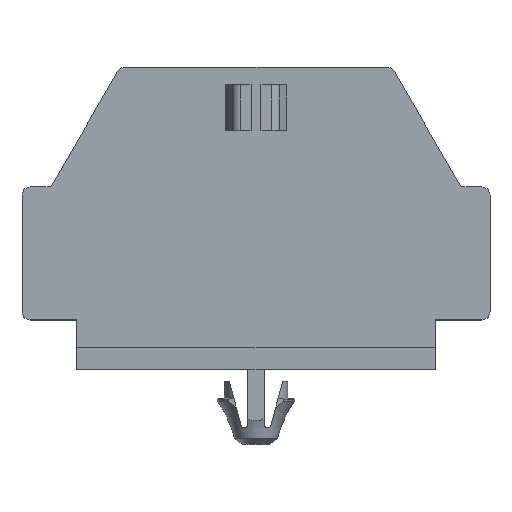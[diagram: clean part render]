
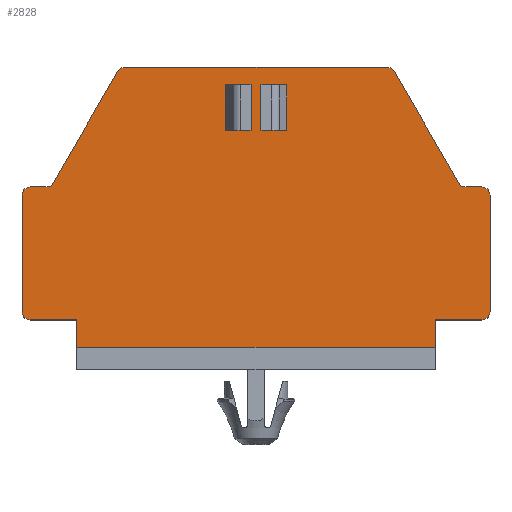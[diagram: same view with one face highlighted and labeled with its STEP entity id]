
A CAD part, top view. The second image highlights one B-rep face of the part: STEP entity #2828.
In plain terms, the highlighted planar face has unit normal (0, 0, 1).
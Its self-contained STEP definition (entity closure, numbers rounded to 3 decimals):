
#198=DIRECTION('',(0.,-1.,0.));
#199=VECTOR('',#198,2.75);
#200=CARTESIAN_POINT('',(1.85,10.3,5.));
#201=LINE('',#200,#199);
#202=DIRECTION('',(-1.,0.,0.));
#203=VECTOR('',#202,1.4);
#204=CARTESIAN_POINT('',(1.85,10.3,5.));
#205=LINE('',#204,#203);
#206=DIRECTION('',(0.,-1.,0.));
#207=VECTOR('',#206,2.75);
#208=CARTESIAN_POINT('',(0.45,10.3,5.));
#209=LINE('',#208,#207);
#210=DIRECTION('',(-1.,0.,0.));
#211=VECTOR('',#210,1.4);
#212=CARTESIAN_POINT('',(1.85,7.55,5.));
#213=LINE('',#212,#211);
#214=DIRECTION('',(0.,-1.,0.));
#215=VECTOR('',#214,2.75);
#216=CARTESIAN_POINT('',(-0.45,10.3,5.));
#217=LINE('',#216,#215);
#218=DIRECTION('',(1.,0.,0.));
#219=VECTOR('',#218,1.4);
#220=CARTESIAN_POINT('',(-1.85,10.3,5.));
#221=LINE('',#220,#219);
#222=DIRECTION('',(0.,-1.,0.));
#223=VECTOR('',#222,2.75);
#224=CARTESIAN_POINT('',(-1.85,10.3,5.));
#225=LINE('',#224,#223);
#226=DIRECTION('',(1.,0.,0.));
#227=VECTOR('',#226,1.4);
#228=CARTESIAN_POINT('',(-1.85,7.55,5.));
#229=LINE('',#228,#227);
#230=DIRECTION('',(1.,0.,0.));
#231=VECTOR('',#230,15.823);
#232=CARTESIAN_POINT('',(-7.911,11.35,5.));
#233=LINE('',#232,#231);
#234=CARTESIAN_POINT('',(7.911,10.85,5.));
#235=DIRECTION('',(0.,0.,1.));
#236=DIRECTION('',(0.866,0.5,0.));
#237=AXIS2_PLACEMENT_3D('',#234,#235,#236);
#239=DIRECTION('',(-0.5,0.866,0.));
#240=VECTOR('',#239,7.852);
#241=CARTESIAN_POINT('',(12.27,4.3,5.));
#242=LINE('',#241,#240);
#243=CARTESIAN_POINT('',(12.53,4.45,5.));
#244=DIRECTION('',(0.,0.,-1.));
#245=DIRECTION('',(0.,-1.,0.));
#246=AXIS2_PLACEMENT_3D('',#243,#244,#245);
#248=DIRECTION('',(-1.,0.,0.));
#249=VECTOR('',#248,1.07);
#250=CARTESIAN_POINT('',(13.6,4.15,5.));
#251=LINE('',#250,#249);
#252=CARTESIAN_POINT('',(13.6,3.65,5.));
#253=DIRECTION('',(0.,0.,1.));
#254=DIRECTION('',(1.,0.,0.));
#255=AXIS2_PLACEMENT_3D('',#252,#253,#254);
#257=DIRECTION('',(0.,1.,0.));
#258=VECTOR('',#257,7.);
#259=CARTESIAN_POINT('',(14.1,-3.35,5.));
#260=LINE('',#259,#258);
#261=CARTESIAN_POINT('',(13.6,-3.35,5.));
#262=DIRECTION('',(0.,0.,1.));
#263=DIRECTION('',(0.,-1.,0.));
#264=AXIS2_PLACEMENT_3D('',#261,#262,#263);
#266=DIRECTION('',(1.,0.,0.));
#267=VECTOR('',#266,2.788);
#268=CARTESIAN_POINT('',(10.812,-3.85,5.));
#269=LINE('',#268,#267);
#270=DIRECTION('',(0.,1.,0.));
#271=VECTOR('',#270,1.65);
#272=CARTESIAN_POINT('',(10.812,-5.5,5.));
#273=LINE('',#272,#271);
#274=DIRECTION('',(1.,0.,0.));
#275=VECTOR('',#274,21.625);
#276=CARTESIAN_POINT('',(-10.812,-5.5,5.));
#277=LINE('',#276,#275);
#278=DIRECTION('',(0.,-1.,0.));
#279=VECTOR('',#278,1.65);
#280=CARTESIAN_POINT('',(-10.812,-3.85,5.));
#281=LINE('',#280,#279);
#282=DIRECTION('',(1.,0.,0.));
#283=VECTOR('',#282,2.788);
#284=CARTESIAN_POINT('',(-13.6,-3.85,5.));
#285=LINE('',#284,#283);
#286=CARTESIAN_POINT('',(-13.6,-3.35,5.));
#287=DIRECTION('',(0.,0.,1.));
#288=DIRECTION('',(-1.,0.,0.));
#289=AXIS2_PLACEMENT_3D('',#286,#287,#288);
#291=DIRECTION('',(0.,-1.,0.));
#292=VECTOR('',#291,7.);
#293=CARTESIAN_POINT('',(-14.1,3.65,5.));
#294=LINE('',#293,#292);
#295=CARTESIAN_POINT('',(-13.6,3.65,5.));
#296=DIRECTION('',(0.,0.,1.));
#297=DIRECTION('',(0.,1.,0.));
#298=AXIS2_PLACEMENT_3D('',#295,#296,#297);
#300=DIRECTION('',(-1.,0.,0.));
#301=VECTOR('',#300,1.07);
#302=CARTESIAN_POINT('',(-12.53,4.15,5.));
#303=LINE('',#302,#301);
#304=CARTESIAN_POINT('',(-12.53,4.45,5.));
#305=DIRECTION('',(0.,0.,-1.));
#306=DIRECTION('',(0.866,-0.5,0.));
#307=AXIS2_PLACEMENT_3D('',#304,#305,#306);
#309=DIRECTION('',(-0.5,-0.866,0.));
#310=VECTOR('',#309,7.852);
#311=CARTESIAN_POINT('',(-8.344,11.1,5.));
#312=LINE('',#311,#310);
#313=CARTESIAN_POINT('',(-7.911,10.85,5.));
#314=DIRECTION('',(0.,0.,1.));
#315=DIRECTION('',(0.,1.,0.));
#316=AXIS2_PLACEMENT_3D('',#313,#314,#315);
#2045=CARTESIAN_POINT('',(8.344,11.1,5.));
#2046=CARTESIAN_POINT('',(7.911,11.35,5.));
#2047=VERTEX_POINT('',#2045);
#2048=VERTEX_POINT('',#2046);
#2049=CARTESIAN_POINT('',(-7.911,11.35,5.));
#2050=CARTESIAN_POINT('',(-8.344,11.1,5.));
#2051=VERTEX_POINT('',#2049);
#2052=VERTEX_POINT('',#2050);
#2053=CARTESIAN_POINT('',(-12.27,4.3,5.));
#2054=VERTEX_POINT('',#2053);
#2055=CARTESIAN_POINT('',(-12.53,4.15,5.));
#2056=VERTEX_POINT('',#2055);
#2057=CARTESIAN_POINT('',(-13.6,4.15,5.));
#2058=VERTEX_POINT('',#2057);
#2059=CARTESIAN_POINT('',(-14.1,3.65,5.));
#2060=VERTEX_POINT('',#2059);
#2061=CARTESIAN_POINT('',(-14.1,-3.35,5.));
#2062=VERTEX_POINT('',#2061);
#2063=CARTESIAN_POINT('',(-13.6,-3.85,5.));
#2064=VERTEX_POINT('',#2063);
#2065=CARTESIAN_POINT('',(-10.812,-3.85,5.));
#2066=VERTEX_POINT('',#2065);
#2067=CARTESIAN_POINT('',(10.812,-3.85,5.));
#2068=CARTESIAN_POINT('',(13.6,-3.85,5.));
#2069=VERTEX_POINT('',#2067);
#2070=VERTEX_POINT('',#2068);
#2071=CARTESIAN_POINT('',(14.1,-3.35,5.));
#2072=VERTEX_POINT('',#2071);
#2073=CARTESIAN_POINT('',(14.1,3.65,5.));
#2074=VERTEX_POINT('',#2073);
#2075=CARTESIAN_POINT('',(13.6,4.15,5.));
#2076=VERTEX_POINT('',#2075);
#2077=CARTESIAN_POINT('',(12.53,4.15,5.));
#2078=VERTEX_POINT('',#2077);
#2079=CARTESIAN_POINT('',(12.27,4.3,5.));
#2080=VERTEX_POINT('',#2079);
#2265=CARTESIAN_POINT('',(-10.812,-5.5,5.));
#2266=CARTESIAN_POINT('',(10.812,-5.5,5.));
#2267=VERTEX_POINT('',#2265);
#2268=VERTEX_POINT('',#2266);
#2475=CARTESIAN_POINT('',(-1.85,7.55,5.));
#2476=CARTESIAN_POINT('',(-0.45,7.55,5.));
#2477=VERTEX_POINT('',#2475);
#2478=VERTEX_POINT('',#2476);
#2485=CARTESIAN_POINT('',(-0.45,10.3,5.));
#2486=VERTEX_POINT('',#2485);
#2487=CARTESIAN_POINT('',(-1.85,10.3,5.));
#2489=VERTEX_POINT('',#2487);
#2519=CARTESIAN_POINT('',(0.45,7.55,5.));
#2520=VERTEX_POINT('',#2519);
#2521=CARTESIAN_POINT('',(1.85,7.55,5.));
#2522=VERTEX_POINT('',#2521);
#2523=CARTESIAN_POINT('',(1.85,10.3,5.));
#2524=CARTESIAN_POINT('',(0.45,10.3,5.));
#2525=VERTEX_POINT('',#2523);
#2526=VERTEX_POINT('',#2524);
#2763=CARTESIAN_POINT('',(0.,0.,5.));
#2764=DIRECTION('',(0.,0.,1.));
#2765=DIRECTION('',(1.,0.,0.));
#2766=AXIS2_PLACEMENT_3D('',#2763,#2764,#2765);
#2767=PLANE('',#2766);
#2769=ORIENTED_EDGE('',*,*,#2768,.T.);
#2771=ORIENTED_EDGE('',*,*,#2770,.F.);
#2773=ORIENTED_EDGE('',*,*,#2772,.F.);
#2775=ORIENTED_EDGE('',*,*,#2774,.F.);
#2777=ORIENTED_EDGE('',*,*,#2776,.F.);
#2779=ORIENTED_EDGE('',*,*,#2778,.F.);
#2781=ORIENTED_EDGE('',*,*,#2780,.F.);
#2783=ORIENTED_EDGE('',*,*,#2782,.F.);
#2785=ORIENTED_EDGE('',*,*,#2784,.F.);
#2787=ORIENTED_EDGE('',*,*,#2786,.F.);
#2788=ORIENTED_EDGE('',*,*,#2754,.F.);
#2789=ORIENTED_EDGE('',*,*,#2727,.F.);
#2791=ORIENTED_EDGE('',*,*,#2790,.F.);
#2793=ORIENTED_EDGE('',*,*,#2792,.F.);
#2795=ORIENTED_EDGE('',*,*,#2794,.F.);
#2797=ORIENTED_EDGE('',*,*,#2796,.F.);
#2799=ORIENTED_EDGE('',*,*,#2798,.F.);
#2801=ORIENTED_EDGE('',*,*,#2800,.F.);
#2803=ORIENTED_EDGE('',*,*,#2802,.F.);
#2805=ORIENTED_EDGE('',*,*,#2804,.F.);
#2806=EDGE_LOOP('',(#2769,#2771,#2773,#2775,#2777,#2779,#2781,#2783,#2785,#2787,
#2788,#2789,#2791,#2793,#2795,#2797,#2799,#2801,#2803,#2805));
#2807=FACE_OUTER_BOUND('',#2806,.F.);
#2809=ORIENTED_EDGE('',*,*,#2808,.F.);
#2811=ORIENTED_EDGE('',*,*,#2810,.F.);
#2813=ORIENTED_EDGE('',*,*,#2812,.T.);
#2815=ORIENTED_EDGE('',*,*,#2814,.T.);
#2816=EDGE_LOOP('',(#2809,#2811,#2813,#2815));
#2817=FACE_BOUND('',#2816,.F.);
#2819=ORIENTED_EDGE('',*,*,#2818,.F.);
#2821=ORIENTED_EDGE('',*,*,#2820,.T.);
#2823=ORIENTED_EDGE('',*,*,#2822,.T.);
#2825=ORIENTED_EDGE('',*,*,#2824,.F.);
#2826=EDGE_LOOP('',(#2819,#2821,#2823,#2825));
#2827=FACE_BOUND('',#2826,.F.);
#238=CIRCLE('',#237,0.5);
#247=CIRCLE('',#246,0.3);
#256=CIRCLE('',#255,0.5);
#265=CIRCLE('',#264,0.5);
#290=CIRCLE('',#289,0.5);
#299=CIRCLE('',#298,0.5);
#308=CIRCLE('',#307,0.3);
#317=CIRCLE('',#316,0.5);
#2727=EDGE_CURVE('',#2066,#2267,#281,.T.);
#2754=EDGE_CURVE('',#2267,#2268,#277,.T.);
#2768=EDGE_CURVE('',#2051,#2048,#233,.T.);
#2770=EDGE_CURVE('',#2047,#2048,#238,.T.);
#2772=EDGE_CURVE('',#2080,#2047,#242,.T.);
#2774=EDGE_CURVE('',#2078,#2080,#247,.T.);
#2776=EDGE_CURVE('',#2076,#2078,#251,.T.);
#2778=EDGE_CURVE('',#2074,#2076,#256,.T.);
#2780=EDGE_CURVE('',#2072,#2074,#260,.T.);
#2782=EDGE_CURVE('',#2070,#2072,#265,.T.);
#2784=EDGE_CURVE('',#2069,#2070,#269,.T.);
#2786=EDGE_CURVE('',#2268,#2069,#273,.T.);
#2790=EDGE_CURVE('',#2064,#2066,#285,.T.);
#2792=EDGE_CURVE('',#2062,#2064,#290,.T.);
#2794=EDGE_CURVE('',#2060,#2062,#294,.T.);
#2796=EDGE_CURVE('',#2058,#2060,#299,.T.);
#2798=EDGE_CURVE('',#2056,#2058,#303,.T.);
#2800=EDGE_CURVE('',#2054,#2056,#308,.T.);
#2802=EDGE_CURVE('',#2052,#2054,#312,.T.);
#2804=EDGE_CURVE('',#2051,#2052,#317,.T.);
#2808=EDGE_CURVE('',#2486,#2478,#217,.T.);
#2810=EDGE_CURVE('',#2489,#2486,#221,.T.);
#2812=EDGE_CURVE('',#2489,#2477,#225,.T.);
#2814=EDGE_CURVE('',#2477,#2478,#229,.T.);
#2818=EDGE_CURVE('',#2525,#2522,#201,.T.);
#2820=EDGE_CURVE('',#2525,#2526,#205,.T.);
#2822=EDGE_CURVE('',#2526,#2520,#209,.T.);
#2824=EDGE_CURVE('',#2522,#2520,#213,.T.);
#2828=ADVANCED_FACE('',(#2807,#2817,#2827),#2767,.T.);
